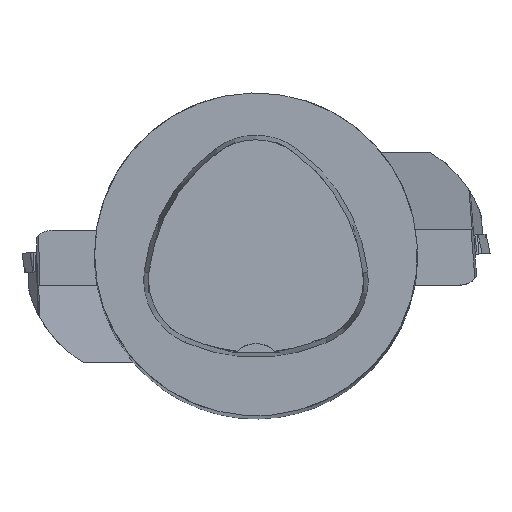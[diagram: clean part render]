
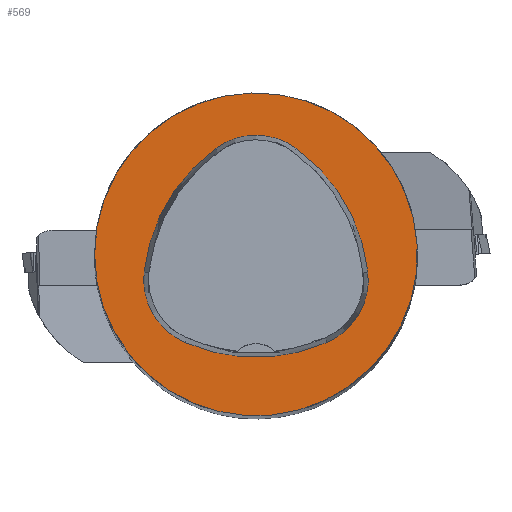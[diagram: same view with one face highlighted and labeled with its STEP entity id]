
A CAD part, top view. The second image highlights one B-rep face of the part: STEP entity #569.
In plain terms, the highlighted planar face has unit normal (0, 0, 1).
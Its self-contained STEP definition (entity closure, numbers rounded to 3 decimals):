
#302=FACE_BOUND('',#963,.T.);
#303=FACE_BOUND('',#964,.T.);
#395=PLANE('',#3842);
#569=ADVANCED_FACE('',(#302,#303),#395,.T.);
#963=EDGE_LOOP('',(#1877,#1878,#1879,#1880,#1881,#1882));
#964=EDGE_LOOP('',(#1883));
#1205=CIRCLE('',#3802,40.);
#1212=CIRCLE('',#3820,44.);
#1214=CIRCLE('',#3823,17.);
#1216=CIRCLE('',#3826,44.);
#1218=CIRCLE('',#3829,17.);
#1222=CIRCLE('',#3834,44.);
#1224=CIRCLE('',#3837,17.);
#1877=ORIENTED_EDGE('',*,*,#2805,.T.);
#1878=ORIENTED_EDGE('',*,*,#2785,.T.);
#1879=ORIENTED_EDGE('',*,*,#2789,.T.);
#1880=ORIENTED_EDGE('',*,*,#2792,.T.);
#1881=ORIENTED_EDGE('',*,*,#2795,.T.);
#1882=ORIENTED_EDGE('',*,*,#2803,.T.);
#1883=ORIENTED_EDGE('',*,*,#2752,.F.);
#2351=VERTEX_POINT('',#5863);
#2384=VERTEX_POINT('',#5970);
#2385=VERTEX_POINT('',#5971);
#2388=VERTEX_POINT('',#5979);
#2390=VERTEX_POINT('',#5985);
#2392=VERTEX_POINT('',#5991);
#2399=VERTEX_POINT('',#6012);
#2752=EDGE_CURVE('',#2351,#2351,#1205,.T.);
#2785=EDGE_CURVE('',#2384,#2385,#1212,.T.);
#2789=EDGE_CURVE('',#2385,#2388,#1214,.T.);
#2792=EDGE_CURVE('',#2388,#2390,#1216,.T.);
#2795=EDGE_CURVE('',#2390,#2392,#1218,.T.);
#2803=EDGE_CURVE('',#2392,#2399,#1222,.T.);
#2805=EDGE_CURVE('',#2399,#2384,#1224,.T.);
#3802=AXIS2_PLACEMENT_3D('',#5862,#4467,#4468);
#3820=AXIS2_PLACEMENT_3D('',#5969,#4515,#4516);
#3823=AXIS2_PLACEMENT_3D('',#5978,#4523,#4524);
#3826=AXIS2_PLACEMENT_3D('',#5984,#4530,#4531);
#3829=AXIS2_PLACEMENT_3D('',#5990,#4537,#4538);
#3834=AXIS2_PLACEMENT_3D('',#6013,#4549,#4550);
#3837=AXIS2_PLACEMENT_3D('',#6016,#4555,#4556);
#3842=AXIS2_PLACEMENT_3D('',#6021,#4565,#4566);
#4467=DIRECTION('',(0.,0.,-1.));
#4468=DIRECTION('',(-1.,0.,0.));
#4515=DIRECTION('',(0.,0.,-1.));
#4516=DIRECTION('',(-1.,0.,0.));
#4523=DIRECTION('',(0.,0.,-1.));
#4524=DIRECTION('',(-1.,0.,0.));
#4530=DIRECTION('',(0.,0.,-1.));
#4531=DIRECTION('',(-1.,0.,0.));
#4537=DIRECTION('',(0.,0.,-1.));
#4538=DIRECTION('',(-1.,0.,0.));
#4549=DIRECTION('',(0.,0.,-1.));
#4550=DIRECTION('',(-1.,0.,0.));
#4555=DIRECTION('',(0.,0.,-1.));
#4556=DIRECTION('',(-1.,0.,0.));
#4565=DIRECTION('',(0.,0.,1.));
#4566=DIRECTION('',(-1.,0.,0.));
#5862=CARTESIAN_POINT('',(0.,0.,0.));
#5863=CARTESIAN_POINT('',(-40.,0.,0.));
#5969=CARTESIAN_POINT('',(16.01,-9.224,0.));
#5970=CARTESIAN_POINT('',(-27.722,-4.378,0.));
#5971=CARTESIAN_POINT('',(-10.119,26.178,0.));
#5978=CARTESIAN_POINT('',(-0.023,12.5,0.));
#5979=CARTESIAN_POINT('',(10.049,26.194,0.));
#5984=CARTESIAN_POINT('',(-16.021,-9.25,0.));
#5985=CARTESIAN_POINT('',(27.71,-4.394,0.));
#5990=CARTESIAN_POINT('',(10.814,-6.27,0.));
#5991=CARTESIAN_POINT('',(17.611,-21.852,0.));
#6012=CARTESIAN_POINT('',(-17.652,-21.819,0.));
#6013=CARTESIAN_POINT('',(0.017,18.477,0.));
#6016=CARTESIAN_POINT('',(-10.825,-6.25,0.));
#6021=CARTESIAN_POINT('',(0.,0.,0.));
